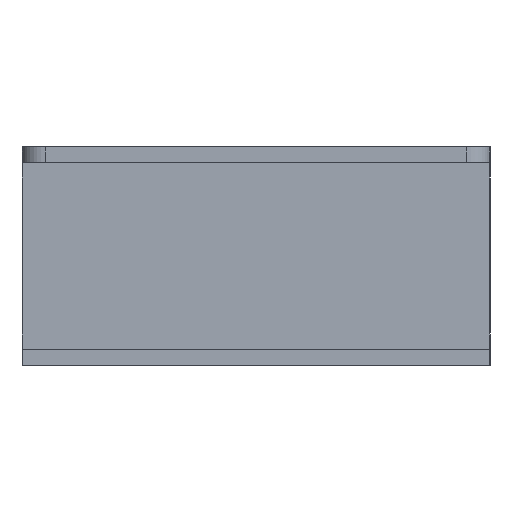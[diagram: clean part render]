
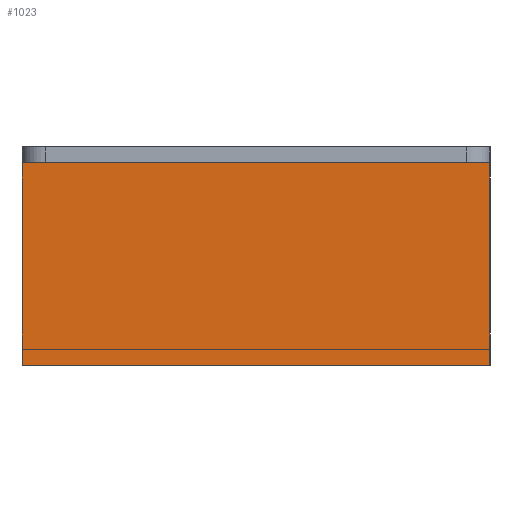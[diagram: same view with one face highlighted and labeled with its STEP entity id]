
A CAD part, left-side view. The second image highlights one B-rep face of the part: STEP entity #1023.
In plain terms, the highlighted planar face has unit normal (-1, 0, 0).
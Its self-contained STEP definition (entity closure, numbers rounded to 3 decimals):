
#58=FACE_OUTER_BOUND('',#108,.T.);
#108=EDGE_LOOP('',(#646,#647,#648,#649,#650,#651,#652,#653));
#166=LINE('',#1444,#286);
#167=LINE('',#1446,#287);
#168=LINE('',#1448,#288);
#169=LINE('',#1450,#289);
#170=LINE('',#1452,#290);
#171=LINE('',#1454,#291);
#172=LINE('',#1456,#292);
#173=LINE('',#1457,#293);
#286=VECTOR('',#1174,10.);
#287=VECTOR('',#1175,2.88);
#288=VECTOR('',#1176,10.);
#289=VECTOR('',#1177,10.);
#290=VECTOR('',#1178,10.);
#291=VECTOR('',#1179,10.);
#292=VECTOR('',#1180,10.);
#293=VECTOR('',#1181,10.);
#406=VERTEX_POINT('',#1442);
#407=VERTEX_POINT('',#1443);
#408=VERTEX_POINT('',#1445);
#409=VERTEX_POINT('',#1447);
#410=VERTEX_POINT('',#1449);
#411=VERTEX_POINT('',#1451);
#412=VERTEX_POINT('',#1453);
#413=VERTEX_POINT('',#1455);
#502=EDGE_CURVE('',#406,#407,#166,.T.);
#503=EDGE_CURVE('',#408,#406,#167,.T.);
#504=EDGE_CURVE('',#408,#409,#168,.T.);
#505=EDGE_CURVE('',#409,#410,#169,.T.);
#506=EDGE_CURVE('',#411,#410,#170,.T.);
#507=EDGE_CURVE('',#412,#411,#171,.T.);
#508=EDGE_CURVE('',#413,#412,#172,.T.);
#509=EDGE_CURVE('',#407,#413,#173,.T.);
#646=ORIENTED_EDGE('',*,*,#502,.F.);
#647=ORIENTED_EDGE('',*,*,#503,.F.);
#648=ORIENTED_EDGE('',*,*,#504,.T.);
#649=ORIENTED_EDGE('',*,*,#505,.T.);
#650=ORIENTED_EDGE('',*,*,#506,.F.);
#651=ORIENTED_EDGE('',*,*,#507,.F.);
#652=ORIENTED_EDGE('',*,*,#508,.F.);
#653=ORIENTED_EDGE('',*,*,#509,.F.);
#934=PLANE('',#1096);
#1023=ADVANCED_FACE('',(#58),#934,.F.);
#1096=AXIS2_PLACEMENT_3D('',#1441,#1172,#1173);
#1172=DIRECTION('center_axis',(1.,0.,0.));
#1173=DIRECTION('ref_axis',(0.,0.,-1.));
#1174=DIRECTION('',(0.,0.,-1.));
#1175=DIRECTION('',(0.,0.,-1.));
#1176=DIRECTION('',(0.,0.,1.));
#1177=DIRECTION('',(0.,1.,0.));
#1178=DIRECTION('',(0.,0.,1.));
#1179=DIRECTION('',(0.,0.,1.));
#1180=DIRECTION('',(0.,0.,1.));
#1181=DIRECTION('',(0.,1.,0.));
#1441=CARTESIAN_POINT('Origin',(0.,30.,13.738));
#1442=CARTESIAN_POINT('',(0.,0.,4.));
#1443=CARTESIAN_POINT('',(0.,0.,0.));
#1444=CARTESIAN_POINT('',(0.,0.,19.869));
#1445=CARTESIAN_POINT('',(0.,0.,24.));
#1446=CARTESIAN_POINT('',(0.,0.,-5.048));
#1447=CARTESIAN_POINT('',(0.,0.,26.));
#1448=CARTESIAN_POINT('',(0.,0.,19.869));
#1449=CARTESIAN_POINT('',(0.,60.,26.));
#1450=CARTESIAN_POINT('',(0.,30.,26.));
#1451=CARTESIAN_POINT('',(0.,60.,24.));
#1452=CARTESIAN_POINT('',(0.,60.,20.869));
#1453=CARTESIAN_POINT('',(0.,60.,4.));
#1454=CARTESIAN_POINT('',(0.,60.,4.));
#1455=CARTESIAN_POINT('',(0.,60.,0.));
#1456=CARTESIAN_POINT('',(0.,60.,20.869));
#1457=CARTESIAN_POINT('',(0.,30.,0.));
